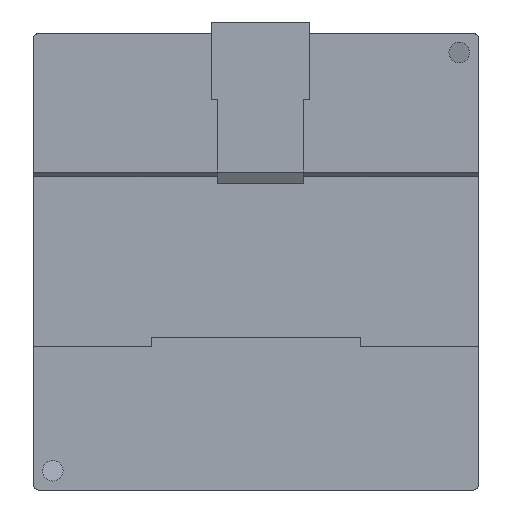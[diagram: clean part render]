
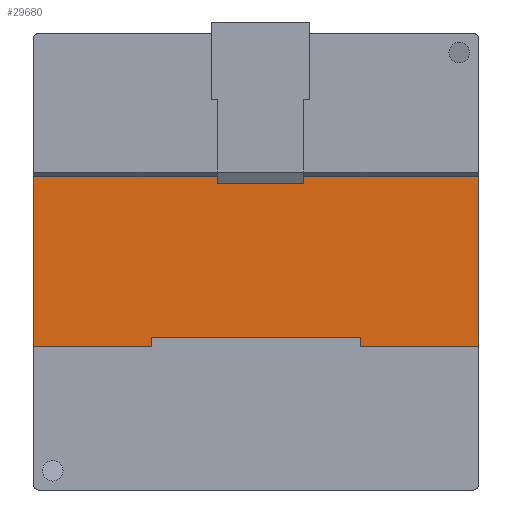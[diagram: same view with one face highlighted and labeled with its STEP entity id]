
A CAD part, front view. The second image highlights one B-rep face of the part: STEP entity #29680.
In plain terms, the highlighted planar face has unit normal (0, -1, 0).
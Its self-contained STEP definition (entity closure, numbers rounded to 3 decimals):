
#296 = DIRECTION ( 'NONE',  ( 0., 1., 0. ) ) ;
#909 = EDGE_CURVE ( 'NONE', #4021, #18576, #26138, .T. ) ;
#1453 = CARTESIAN_POINT ( 'NONE',  ( 11.247, 3., 33.825 ) ) ;
#1705 = LINE ( 'NONE', #22701, #23908 ) ;
#1941 = ORIENTED_EDGE ( 'NONE', *, *, #9658, .T. ) ;
#2631 = EDGE_CURVE ( 'NONE', #18576, #31299, #10864, .T. ) ;
#2666 = CARTESIAN_POINT ( 'NONE',  ( 46.4, 3., -17.775 ) ) ;
#2675 = FACE_OUTER_BOUND ( 'NONE', #13514, .T. ) ;
#2765 = VERTEX_POINT ( 'NONE', #30962 ) ;
#2939 = CARTESIAN_POINT ( 'NONE',  ( 11.247, 3., 47.625 ) ) ;
#3173 = DIRECTION ( 'NONE',  ( 0., 0., 1. ) ) ;
#3327 = PLANE ( 'NONE',  #19999 ) ;
#3710 = LINE ( 'NONE', #14033, #17262 ) ;
#3962 = CARTESIAN_POINT ( 'NONE',  ( -46.4, 3., -17.775 ) ) ;
#4021 = VERTEX_POINT ( 'NONE', #1453 ) ;
#5206 = EDGE_CURVE ( 'NONE', #10211, #17886, #5573, .T. ) ;
#5261 = VECTOR ( 'NONE', #21772, 1000. ) ;
#5467 = ORIENTED_EDGE ( 'NONE', *, *, #21849, .T. ) ;
#5547 = CARTESIAN_POINT ( 'NONE',  ( 11.247, 3., 47.625 ) ) ;
#5573 = LINE ( 'NONE', #21307, #30626 ) ;
#5947 = VECTOR ( 'NONE', #16990, 1000. ) ;
#6764 = CARTESIAN_POINT ( 'NONE',  ( -9.353, 3., 33.825 ) ) ;
#7914 = EDGE_CURVE ( 'NONE', #12580, #15715, #15505, .T. ) ;
#8760 = VECTOR ( 'NONE', #13594, 1000. ) ;
#9445 = VERTEX_POINT ( 'NONE', #14974 ) ;
#9658 = EDGE_CURVE ( 'NONE', #17886, #14637, #11231, .T. ) ;
#9983 = EDGE_CURVE ( 'NONE', #12580, #9445, #23225, .T. ) ;
#10211 = VERTEX_POINT ( 'NONE', #6764 ) ;
#10386 = CARTESIAN_POINT ( 'NONE',  ( -8.078, 3., 33.825 ) ) ;
#10696 = DIRECTION ( 'NONE',  ( -1., 0., 0. ) ) ;
#10858 = ORIENTED_EDGE ( 'NONE', *, *, #909, .T. ) ;
#10864 = LINE ( 'NONE', #21184, #14223 ) ;
#11231 = LINE ( 'NONE', #19008, #22658 ) ;
#11441 = CARTESIAN_POINT ( 'NONE',  ( -46.4, 3., -17.775 ) ) ;
#12042 = DIRECTION ( 'NONE',  ( 0., 0., 1. ) ) ;
#12310 = VERTEX_POINT ( 'NONE', #12426 ) ;
#12426 = CARTESIAN_POINT ( 'NONE',  ( -46.4, 3., 17.725 ) ) ;
#12580 = VERTEX_POINT ( 'NONE', #16437 ) ;
#12768 = EDGE_CURVE ( 'NONE', #9445, #2765, #1705, .T. ) ;
#13282 = DIRECTION ( 'NONE',  ( -1., 0., 0. ) ) ;
#13514 = EDGE_LOOP ( 'NONE', ( #1941, #28129, #5467, #19133, #25298, #30862, #22202, #17833, #10858, #24765, #24443, #14693 ) ) ;
#13592 = DIRECTION ( 'NONE',  ( 0., 0., -1. ) ) ;
#13594 = DIRECTION ( 'NONE',  ( 0., 0., 1. ) ) ;
#13828 = VECTOR ( 'NONE', #13282, 1000. ) ;
#14033 = CARTESIAN_POINT ( 'NONE',  ( -9.353, 3., 47.625 ) ) ;
#14223 = VECTOR ( 'NONE', #28970, 1000. ) ;
#14637 = VERTEX_POINT ( 'NONE', #32095 ) ;
#14693 = ORIENTED_EDGE ( 'NONE', *, *, #5206, .T. ) ;
#14974 = CARTESIAN_POINT ( 'NONE',  ( 9.972, 3., 17.725 ) ) ;
#15326 = CARTESIAN_POINT ( 'NONE',  ( 46.4, 3., -17.775 ) ) ;
#15505 = LINE ( 'NONE', #15326, #32281 ) ;
#15657 = LINE ( 'NONE', #31056, #13828 ) ;
#15715 = VERTEX_POINT ( 'NONE', #2666 ) ;
#16067 = DIRECTION ( 'NONE',  ( 1., 0., 0. ) ) ;
#16221 = EDGE_CURVE ( 'NONE', #14637, #12310, #15657, .T. ) ;
#16437 = CARTESIAN_POINT ( 'NONE',  ( 46.4, 3., 17.725 ) ) ;
#16990 = DIRECTION ( 'NONE',  ( 1., 0., 0. ) ) ;
#17200 = LINE ( 'NONE', #11441, #5261 ) ;
#17262 = VECTOR ( 'NONE', #32636, 1000. ) ;
#17833 = ORIENTED_EDGE ( 'NONE', *, *, #30151, .T. ) ;
#17886 = VERTEX_POINT ( 'NONE', #10386 ) ;
#18169 = DIRECTION ( 'NONE',  ( -1., 0., 0. ) ) ;
#18576 = VERTEX_POINT ( 'NONE', #5547 ) ;
#19008 = CARTESIAN_POINT ( 'NONE',  ( -8.078, 3., 17.725 ) ) ;
#19133 = ORIENTED_EDGE ( 'NONE', *, *, #28688, .F. ) ;
#19999 = AXIS2_PLACEMENT_3D ( 'NONE', #31274, #296, #3173 ) ;
#21025 = CARTESIAN_POINT ( 'NONE',  ( 46.4, 3., 17.725 ) ) ;
#21184 = CARTESIAN_POINT ( 'NONE',  ( -9.353, 3., 47.625 ) ) ;
#21307 = CARTESIAN_POINT ( 'NONE',  ( -9.353, 3., 33.825 ) ) ;
#21772 = DIRECTION ( 'NONE',  ( 0., 0., -1. ) ) ;
#21849 = EDGE_CURVE ( 'NONE', #12310, #30200, #17200, .T. ) ;
#22202 = ORIENTED_EDGE ( 'NONE', *, *, #12768, .T. ) ;
#22658 = VECTOR ( 'NONE', #13592, 1000. ) ;
#22701 = CARTESIAN_POINT ( 'NONE',  ( 9.972, 3., 17.725 ) ) ;
#23225 = LINE ( 'NONE', #21025, #31303 ) ;
#23908 = VECTOR ( 'NONE', #12042, 1000. ) ;
#24123 = CARTESIAN_POINT ( 'NONE',  ( 9.972, 3., 33.825 ) ) ;
#24443 = ORIENTED_EDGE ( 'NONE', *, *, #29374, .T. ) ;
#24765 = ORIENTED_EDGE ( 'NONE', *, *, #2631, .T. ) ;
#25298 = ORIENTED_EDGE ( 'NONE', *, *, #7914, .F. ) ;
#26006 = DIRECTION ( 'NONE',  ( 0., 0., -1. ) ) ;
#26138 = LINE ( 'NONE', #2939, #8760 ) ;
#28129 = ORIENTED_EDGE ( 'NONE', *, *, #16221, .T. ) ;
#28688 = EDGE_CURVE ( 'NONE', #15715, #30200, #30855, .T. ) ;
#28970 = DIRECTION ( 'NONE',  ( -1., 0., 0. ) ) ;
#29374 = EDGE_CURVE ( 'NONE', #31299, #10211, #3710, .T. ) ;
#29680 = ADVANCED_FACE ( 'NONE', ( #2675 ), #3327, .F. ) ;
#29856 = LINE ( 'NONE', #24123, #5947 ) ;
#30151 = EDGE_CURVE ( 'NONE', #2765, #4021, #29856, .T. ) ;
#30200 = VERTEX_POINT ( 'NONE', #3962 ) ;
#30626 = VECTOR ( 'NONE', #16067, 1000. ) ;
#30855 = LINE ( 'NONE', #31197, #32914 ) ;
#30862 = ORIENTED_EDGE ( 'NONE', *, *, #9983, .T. ) ;
#30962 = CARTESIAN_POINT ( 'NONE',  ( 9.972, 3., 33.825 ) ) ;
#31056 = CARTESIAN_POINT ( 'NONE',  ( 46.4, 3., 17.725 ) ) ;
#31197 = CARTESIAN_POINT ( 'NONE',  ( 46.4, 3., -17.775 ) ) ;
#31274 = CARTESIAN_POINT ( 'NONE',  ( 46.4, 3., -17.775 ) ) ;
#31299 = VERTEX_POINT ( 'NONE', #31930 ) ;
#31303 = VECTOR ( 'NONE', #10696, 1000. ) ;
#31930 = CARTESIAN_POINT ( 'NONE',  ( -9.353, 3., 47.625 ) ) ;
#32095 = CARTESIAN_POINT ( 'NONE',  ( -8.078, 3., 17.725 ) ) ;
#32281 = VECTOR ( 'NONE', #26006, 1000. ) ;
#32636 = DIRECTION ( 'NONE',  ( 0., 0., -1. ) ) ;
#32914 = VECTOR ( 'NONE', #18169, 1000. ) ;
